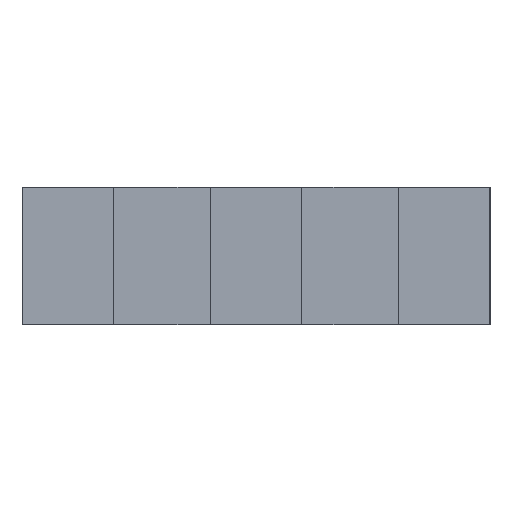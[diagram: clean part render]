
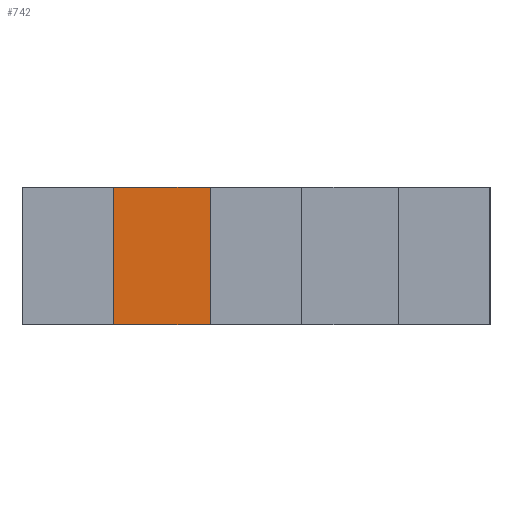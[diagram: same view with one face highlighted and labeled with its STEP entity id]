
A CAD part, left-side view. The second image highlights one B-rep face of the part: STEP entity #742.
In plain terms, the highlighted planar face has unit normal (-1, 0, 0).
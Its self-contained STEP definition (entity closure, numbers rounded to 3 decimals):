
#742 = ADVANCED_FACE( '', ( #1212 ), #1213, .F. );
#1212 = FACE_OUTER_BOUND( '', #1445, .T. );
#1213 = PLANE( '', #1446 );
#1445 = EDGE_LOOP( '', ( #1782, #1783, #1784, #1785 ) );
#1446 = AXIS2_PLACEMENT_3D( '', #1786, #1787, #1788 );
#1782 = ORIENTED_EDGE( '', *, *, #2418, .T. );
#1783 = ORIENTED_EDGE( '', *, *, #2419, .T. );
#1784 = ORIENTED_EDGE( '', *, *, #2420, .F. );
#1785 = ORIENTED_EDGE( '', *, *, #2409, .F. );
#1786 = CARTESIAN_POINT( '', ( -5.5, 2.55, 0.75 ) );
#1787 = DIRECTION( '', ( 1., 0., 0. ) );
#1788 = DIRECTION( '', ( 0., 0., -1. ) );
#2409 = EDGE_CURVE( '', #2635, #2637, #2638, .T. );
#2418 = EDGE_CURVE( '', #2635, #2654, #2655, .T. );
#2419 = EDGE_CURVE( '', #2654, #2656, #2657, .T. );
#2420 = EDGE_CURVE( '', #2637, #2656, #2658, .T. );
#2635 = VERTEX_POINT( '', #2817 );
#2637 = VERTEX_POINT( '', #2820 );
#2638 = LINE( '', #2821, #2822 );
#2654 = VERTEX_POINT( '', #2846 );
#2655 = LINE( '', #2847, #2848 );
#2656 = VERTEX_POINT( '', #2849 );
#2657 = LINE( '', #2850, #2851 );
#2658 = LINE( '', #2852, #2853 );
#2817 = CARTESIAN_POINT( '', ( -5.5, 1.55, 0.75 ) );
#2820 = CARTESIAN_POINT( '', ( -5.5, 0.5, 0.75 ) );
#2821 = CARTESIAN_POINT( '', ( -5.5, 2.55, 0.75 ) );
#2822 = VECTOR( '', #3029, 1000. );
#2846 = CARTESIAN_POINT( '', ( -5.5, 1.55, -0.75 ) );
#2847 = CARTESIAN_POINT( '', ( -5.5, 1.55, 12.217 ) );
#2848 = VECTOR( '', #3038, 1000. );
#2849 = CARTESIAN_POINT( '', ( -5.5, 0.5, -0.75 ) );
#2850 = CARTESIAN_POINT( '', ( -5.5, 2.55, -0.75 ) );
#2851 = VECTOR( '', #3039, 1000. );
#2852 = CARTESIAN_POINT( '', ( -5.5, 0.5, 12.217 ) );
#2853 = VECTOR( '', #3040, 1000. );
#3029 = DIRECTION( '', ( 0., -1., 0. ) );
#3038 = DIRECTION( '', ( 0., 0., -1. ) );
#3039 = DIRECTION( '', ( 0., -1., 0. ) );
#3040 = DIRECTION( '', ( 0., 0., -1. ) );
